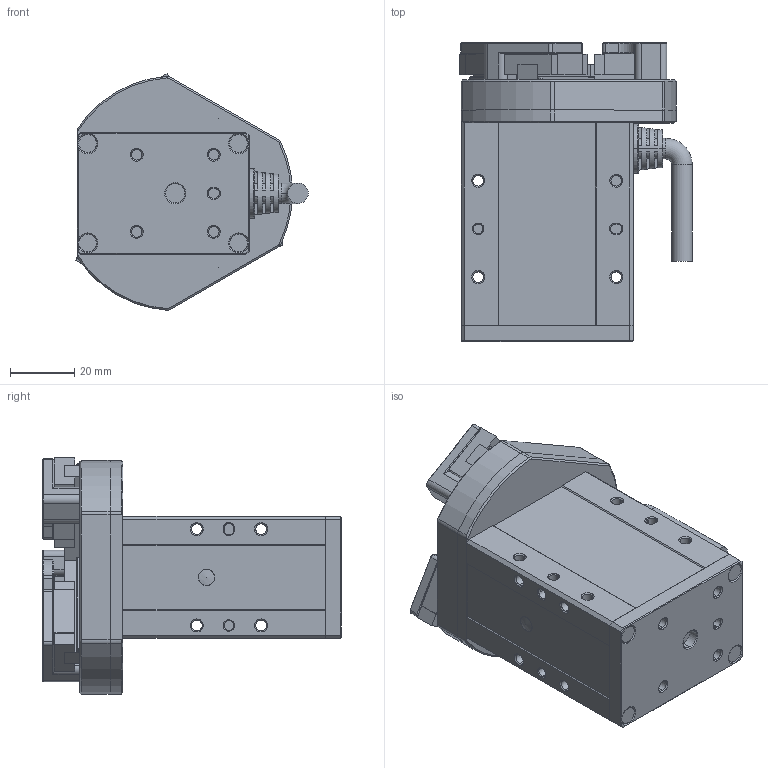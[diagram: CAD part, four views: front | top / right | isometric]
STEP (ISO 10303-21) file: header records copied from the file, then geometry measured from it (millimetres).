
FILE_DESCRIPTION (( 'STEP AP214' ), '1' );
FILE_NAME ('CGC-10-10.STEP', '2023-07-20T03:08:16', ( '' ), ( '' ), 'SwSTEP 2.0', 'SolidWorks 2020', '' );
FILE_SCHEMA (( 'AUTOMOTIVE_DESIGN' ));
Length unit declared in the file: millimetre
Products named in the file (3): 忒硌賑輸; 俋褲; CGC-10-10
Assembly tree (4 placements, depth 2):
  CGC-10-10
    俋褲
    忒硌賑輸  x3
Bounding box: 72.35 x 93 x 73.61 mm (x, y, z)
Volume: 190893.1 mm3; surface area: 63614.5 mm2
Topology: 18 solids, 18 shells, 1661 faces, 3767 edges, 2265 vertices
Faces by surface type: plane 566, cylinder 544, cone 523, torus 16, bspline 11, sphere 1
Entity records: 64583 total; most frequent: CARTESIAN_POINT 21098, DIRECTION 6447, ORIENTED_EDGE 5764, EDGE_CURVE 2882, AXIS2_PLACEMENT_3D 2463, VERTEX_POINT 1769, LINE 1521, VECTOR 1521
